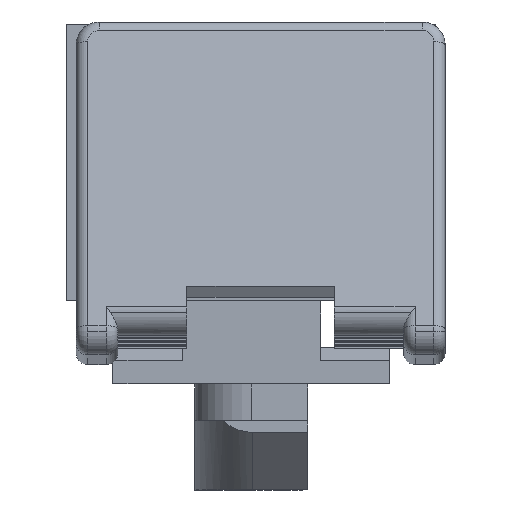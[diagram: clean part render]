
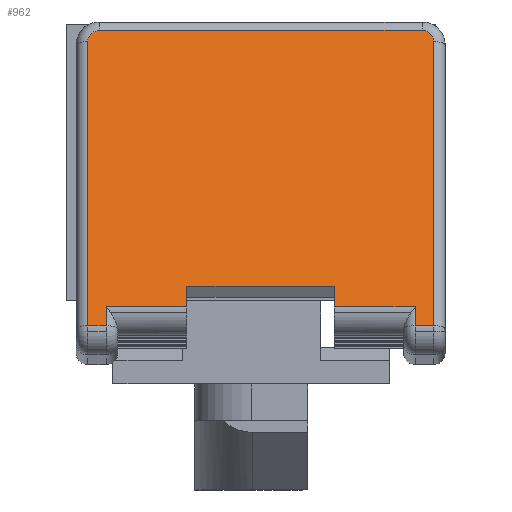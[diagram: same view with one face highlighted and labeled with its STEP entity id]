
A CAD part, front view. The second image highlights one B-rep face of the part: STEP entity #962.
In plain terms, the highlighted planar face has unit normal (0, -0.965, 0.262).
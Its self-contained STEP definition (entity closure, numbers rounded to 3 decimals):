
#14 = CARTESIAN_POINT ( 'NONE',  ( -7.5, -11.455, 2.282 ) ) ;
#26 = ORIENTED_EDGE ( 'NONE', *, *, #6076, .T. ) ;
#42 = DIRECTION ( 'NONE',  ( 0., -0.262, -0.965 ) ) ;
#95 = CARTESIAN_POINT ( 'NONE',  ( 7.065, -7.979, 15.084 ) ) ;
#114 = CARTESIAN_POINT ( 'NONE',  ( 7.24, -7.995, 15.025 ) ) ;
#119 = CARTESIAN_POINT ( 'NONE',  ( 7.5, -11.455, 2.282 ) ) ;
#164 = CARTESIAN_POINT ( 'NONE',  ( 7.126, -7.982, 15.072 ) ) ;
#176 = CARTESIAN_POINT ( 'NONE',  ( -3.2, -11.231, 3.107 ) ) ;
#195 = AXIS2_PLACEMENT_3D ( 'NONE', #3087, #4112, #42 ) ;
#407 = CIRCLE ( 'NONE', #5899, 0.5 ) ;
#420 = DIRECTION ( 'NONE',  ( 0., -0.262, -0.965 ) ) ;
#486 = CARTESIAN_POINT ( 'NONE',  ( 6.7, -11.455, 2.282 ) ) ;
#497 = CARTESIAN_POINT ( 'NONE',  ( 7.5, -11.455, 2.282 ) ) ;
#605 = LINE ( 'NONE', #2509, #6439 ) ;
#638 = CARTESIAN_POINT ( 'NONE',  ( 7.201, -7.99, 15.043 ) ) ;
#659 = VECTOR ( 'NONE', #3507, 1000. ) ;
#660 = CARTESIAN_POINT ( 'NONE',  ( 7.5, -8.11, 14.601 ) ) ;
#784 = VERTEX_POINT ( 'NONE', #497 ) ;
#807 = VERTEX_POINT ( 'NONE', #6031 ) ;
#815 = DIRECTION ( 'NONE',  ( 0., -0.262, -0.965 ) ) ;
#912 = EDGE_CURVE ( 'NONE', #4077, #1628, #3581, .T. ) ;
#962 = ADVANCED_FACE ( 'NONE', ( #5766 ), #1526, .T. ) ;
#990 = EDGE_CURVE ( 'NONE', #6146, #3680, #2959, .T. ) ;
#1081 = DIRECTION ( 'NONE',  ( 1., 0., 0. ) ) ;
#1108 = ORIENTED_EDGE ( 'NONE', *, *, #4079, .T. ) ;
#1138 = CARTESIAN_POINT ( 'NONE',  ( 6.7, -11.455, 2.282 ) ) ;
#1148 = ORIENTED_EDGE ( 'NONE', *, *, #6384, .T. ) ;
#1182 = CARTESIAN_POINT ( 'NONE',  ( 7.43, -8.042, 14.852 ) ) ;
#1201 = CARTESIAN_POINT ( 'NONE',  ( -7.5, -8.11, 14.601 ) ) ;
#1223 = CARTESIAN_POINT ( 'NONE',  ( 7.365, -8.021, 14.931 ) ) ;
#1269 = EDGE_LOOP ( 'NONE', ( #1108, #3963, #4548, #4429, #2594, #1805, #26, #1484, #2581, #1429, #1148, #6534, #4222, #6242 ) ) ;
#1294 = DIRECTION ( 'NONE',  ( 0., -0.965, 0.262 ) ) ;
#1429 = ORIENTED_EDGE ( 'NONE', *, *, #990, .T. ) ;
#1484 = ORIENTED_EDGE ( 'NONE', *, *, #4505, .T. ) ;
#1526 = PLANE ( 'NONE',  #195 ) ;
#1544 = EDGE_CURVE ( 'NONE', #3064, #2996, #3747, .T. ) ;
#1628 = VERTEX_POINT ( 'NONE', #14 ) ;
#1663 = CARTESIAN_POINT ( 'NONE',  ( 7.33, -8.011, 14.965 ) ) ;
#1701 = DIRECTION ( 'NONE',  ( 0., 0.262, 0.965 ) ) ;
#1724 = CARTESIAN_POINT ( 'NONE',  ( 7.191, -7.989, 15.047 ) ) ;
#1747 = LINE ( 'NONE', #5653, #5434 ) ;
#1805 = ORIENTED_EDGE ( 'NONE', *, *, #2895, .T. ) ;
#1831 = LINE ( 'NONE', #1956, #2638 ) ;
#1956 = CARTESIAN_POINT ( 'NONE',  ( -6.7, -11.455, 2.282 ) ) ;
#2074 = DIRECTION ( 'NONE',  ( 1., 0., 0. ) ) ;
#2115 = VERTEX_POINT ( 'NONE', #4265 ) ;
#2509 = CARTESIAN_POINT ( 'NONE',  ( 8., -11.455, 2.282 ) ) ;
#2581 = ORIENTED_EDGE ( 'NONE', *, *, #6033, .T. ) ;
#2594 = ORIENTED_EDGE ( 'NONE', *, *, #2968, .F. ) ;
#2613 = EDGE_CURVE ( 'NONE', #784, #2915, #4963, .T. ) ;
#2615 = CARTESIAN_POINT ( 'NONE',  ( 6.7, -11.231, 3.107 ) ) ;
#2638 = VECTOR ( 'NONE', #3537, 1000. ) ;
#2662 = CARTESIAN_POINT ( 'NONE',  ( 7.378, -8.024, 14.917 ) ) ;
#2748 = CARTESIAN_POINT ( 'NONE',  ( 7., -7.979, 15.084 ) ) ;
#2750 = VERTEX_POINT ( 'NONE', #2748 ) ;
#2771 = LINE ( 'NONE', #6474, #3809 ) ;
#2889 = VERTEX_POINT ( 'NONE', #3363 ) ;
#2895 = EDGE_CURVE ( 'NONE', #5104, #2889, #1831, .T. ) ;
#2912 = VECTOR ( 'NONE', #1701, 1000. ) ;
#2915 = VERTEX_POINT ( 'NONE', #3032 ) ;
#2959 = LINE ( 'NONE', #5100, #659 ) ;
#2968 = EDGE_CURVE ( 'NONE', #5104, #1628, #3910, .T. ) ;
#2996 = VERTEX_POINT ( 'NONE', #1138 ) ;
#3032 = CARTESIAN_POINT ( 'NONE',  ( 7.5, -8.11, 14.601 ) ) ;
#3044 = DIRECTION ( 'NONE',  ( -1., 0., 0. ) ) ;
#3064 = VERTEX_POINT ( 'NONE', #2615 ) ;
#3070 = LINE ( 'NONE', #4773, #2912 ) ;
#3087 = CARTESIAN_POINT ( 'NONE',  ( 8., -11.455, 2.282 ) ) ;
#3257 = CARTESIAN_POINT ( 'NONE',  ( -6.7, -11.455, 2.282 ) ) ;
#3363 = CARTESIAN_POINT ( 'NONE',  ( -6.7, -11.231, 3.107 ) ) ;
#3444 = DIRECTION ( 'NONE',  ( -1., 0., 0. ) ) ;
#3507 = DIRECTION ( 'NONE',  ( 0., -0.262, -0.965 ) ) ;
#3513 = CARTESIAN_POINT ( 'NONE',  ( 8., -11.455, 2.282 ) ) ;
#3537 = DIRECTION ( 'NONE',  ( 0., 0.262, 0.965 ) ) ;
#3581 = LINE ( 'NONE', #5392, #5213 ) ;
#3662 = VECTOR ( 'NONE', #4032, 1000. ) ;
#3680 = VERTEX_POINT ( 'NONE', #4855 ) ;
#3746 = CARTESIAN_POINT ( 'NONE',  ( 7.453, -8.054, 14.809 ) ) ;
#3747 = LINE ( 'NONE', #486, #3834 ) ;
#3790 = CARTESIAN_POINT ( 'NONE',  ( -7., -8.11, 14.601 ) ) ;
#3809 = VECTOR ( 'NONE', #5123, 1000. ) ;
#3834 = VECTOR ( 'NONE', #420, 1000. ) ;
#3879 = CARTESIAN_POINT ( 'NONE',  ( 8., -7.979, 15.084 ) ) ;
#3910 = LINE ( 'NONE', #3513, #3662 ) ;
#3963 = ORIENTED_EDGE ( 'NONE', *, *, #4330, .T. ) ;
#4032 = DIRECTION ( 'NONE',  ( -1., 0., 0. ) ) ;
#4077 = VERTEX_POINT ( 'NONE', #1201 ) ;
#4079 = EDGE_CURVE ( 'NONE', #2915, #2750, #4638, .T. ) ;
#4112 = DIRECTION ( 'NONE',  ( 0., -0.965, 0.262 ) ) ;
#4209 = LINE ( 'NONE', #3879, #5322 ) ;
#4210 = CARTESIAN_POINT ( 'NONE',  ( 7.489, -8.078, 14.719 ) ) ;
#4222 = ORIENTED_EDGE ( 'NONE', *, *, #4931, .F. ) ;
#4232 = CARTESIAN_POINT ( 'NONE',  ( 7.5, -8.094, 14.661 ) ) ;
#4265 = CARTESIAN_POINT ( 'NONE',  ( -7., -7.979, 15.084 ) ) ;
#4266 = CARTESIAN_POINT ( 'NONE',  ( 3.2, -10.993, 3.985 ) ) ;
#4276 = CARTESIAN_POINT ( 'NONE',  ( 7.4, -8.031, 14.892 ) ) ;
#4312 = VECTOR ( 'NONE', #1081, 1000. ) ;
#4330 = EDGE_CURVE ( 'NONE', #2750, #2115, #4209, .T. ) ;
#4429 = ORIENTED_EDGE ( 'NONE', *, *, #912, .T. ) ;
#4505 = EDGE_CURVE ( 'NONE', #5165, #807, #3070, .T. ) ;
#4548 = ORIENTED_EDGE ( 'NONE', *, *, #5731, .T. ) ;
#4638 = B_SPLINE_CURVE_WITH_KNOTS ( 'NONE', 3,
 ( #660, #4232, #4210, #3746, #1182, #4276, #2662, #1223, #1663, #6246, #114, #4780, #638, #1724, #164, #95, #4719 ),
 .UNSPECIFIED., .F., .F.,
 ( 4, 2, 1, 2, 2, 1, 1, 2, 2, 4 ),
 ( 0., 0.25, 0.375, 0.438, 0.5, 0.625, 0.688, 0.719, 0.75, 1. ),
 .UNSPECIFIED. ) ;
#4719 = CARTESIAN_POINT ( 'NONE',  ( 7., -7.979, 15.084 ) ) ;
#4773 = CARTESIAN_POINT ( 'NONE',  ( -3.2, -11.231, 3.107 ) ) ;
#4780 = CARTESIAN_POINT ( 'NONE',  ( 7.217, -7.992, 15.036 ) ) ;
#4855 = CARTESIAN_POINT ( 'NONE',  ( 3.2, -11.231, 3.107 ) ) ;
#4931 = EDGE_CURVE ( 'NONE', #784, #2996, #605, .T. ) ;
#4963 = LINE ( 'NONE', #119, #5838 ) ;
#5100 = CARTESIAN_POINT ( 'NONE',  ( 3.2, -10.993, 3.985 ) ) ;
#5104 = VERTEX_POINT ( 'NONE', #3257 ) ;
#5123 = DIRECTION ( 'NONE',  ( 1., 0., 0. ) ) ;
#5165 = VERTEX_POINT ( 'NONE', #176 ) ;
#5213 = VECTOR ( 'NONE', #815, 1000. ) ;
#5276 = LINE ( 'NONE', #6147, #4312 ) ;
#5322 = VECTOR ( 'NONE', #3444, 1000. ) ;
#5392 = CARTESIAN_POINT ( 'NONE',  ( -7.5, -11.455, 2.282 ) ) ;
#5434 = VECTOR ( 'NONE', #2074, 1000. ) ;
#5653 = CARTESIAN_POINT ( 'NONE',  ( 8., -10.993, 3.985 ) ) ;
#5731 = EDGE_CURVE ( 'NONE', #2115, #4077, #407, .T. ) ;
#5766 = FACE_OUTER_BOUND ( 'NONE', #1269, .T. ) ;
#5838 = VECTOR ( 'NONE', #6269, 1000. ) ;
#5899 = AXIS2_PLACEMENT_3D ( 'NONE', #3790, #1294, #6335 ) ;
#6031 = CARTESIAN_POINT ( 'NONE',  ( -3.2, -10.993, 3.985 ) ) ;
#6033 = EDGE_CURVE ( 'NONE', #807, #6146, #1747, .T. ) ;
#6076 = EDGE_CURVE ( 'NONE', #2889, #5165, #5276, .T. ) ;
#6146 = VERTEX_POINT ( 'NONE', #4266 ) ;
#6147 = CARTESIAN_POINT ( 'NONE',  ( 8., -11.231, 3.107 ) ) ;
#6242 = ORIENTED_EDGE ( 'NONE', *, *, #2613, .T. ) ;
#6246 = CARTESIAN_POINT ( 'NONE',  ( 7.292, -8.003, 14.996 ) ) ;
#6269 = DIRECTION ( 'NONE',  ( 0., 0.262, 0.965 ) ) ;
#6335 = DIRECTION ( 'NONE',  ( 0., -0.262, -0.965 ) ) ;
#6384 = EDGE_CURVE ( 'NONE', #3680, #3064, #2771, .T. ) ;
#6439 = VECTOR ( 'NONE', #3044, 1000. ) ;
#6474 = CARTESIAN_POINT ( 'NONE',  ( 8., -11.231, 3.107 ) ) ;
#6534 = ORIENTED_EDGE ( 'NONE', *, *, #1544, .T. ) ;
